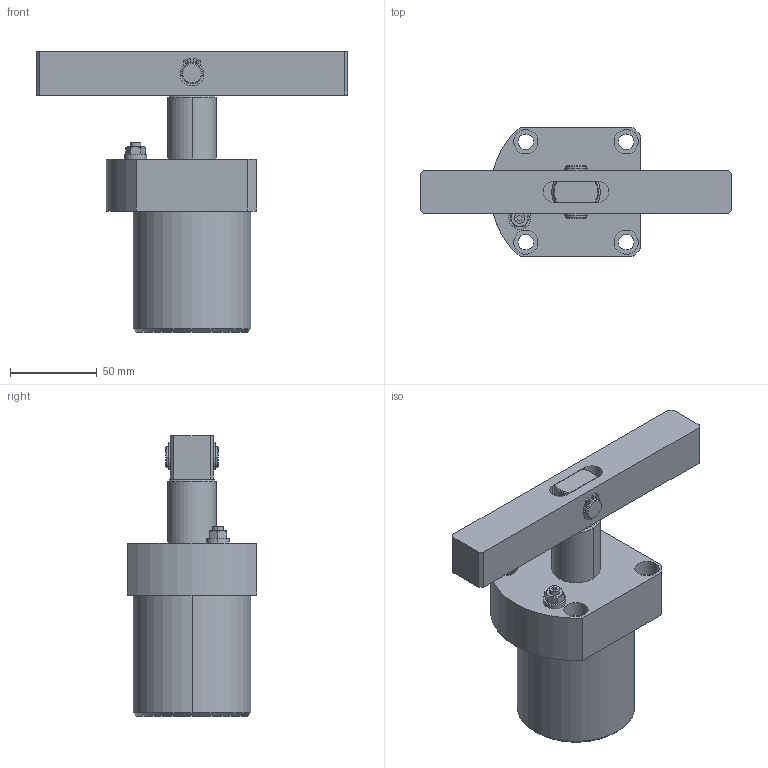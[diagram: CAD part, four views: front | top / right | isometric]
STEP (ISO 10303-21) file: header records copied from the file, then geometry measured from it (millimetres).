
FILE_DESCRIPTION (( 'STEP AP203' ), '1' );
FILE_NAME ('HSL-FCM50D.STEP', '2020-09-15T03:33:24', ( '微软用户' ), ( '微软中国' ), 'SwSTEP 2.0', 'SolidWorks 2012', '' );
FILE_SCHEMA (( 'CONFIG_CONTROL_DESIGN' ));
Length unit declared in the file: millimetre
Products named in the file (7): HSL-FCM50D; circlips for shaft--type a large gb_GB_CONNECTING_PIECE_RING_RRA 12; FCM-覃誹概; HSL-FCM50掛极; HSL-FCM50DÏú; HSL-FCM50D邧揤旋; HSL-50D转角缸活塞杆
Assembly tree (7 placements, depth 2):
  HSL-FCM50D
    HSL-50D转角缸活塞杆
    HSL-FCM50D邧揤旋
    HSL-FCM50DÏú
    HSL-FCM50掛极
    FCM-覃誹概
    circlips for shaft--type a large gb_GB_CONNECTING_PIECE_RING_RRA 12  x2
Bounding box: 180 x 75 x 162 mm (x, y, z)
Volume: 493286.8 mm3; surface area: 90751 mm2
Topology: 7 solids, 7 shells, 247 faces, 597 edges, 389 vertices
Faces by surface type: plane 110, cylinder 97, cone 20, bspline 16, torus 4
Entity records: 8128 total; most frequent: CARTESIAN_POINT 2049, DIRECTION 1123, ORIENTED_EDGE 1070, EDGE_CURVE 535, AXIS2_PLACEMENT_3D 411, VERTEX_POINT 349, LINE 301, VECTOR 301
